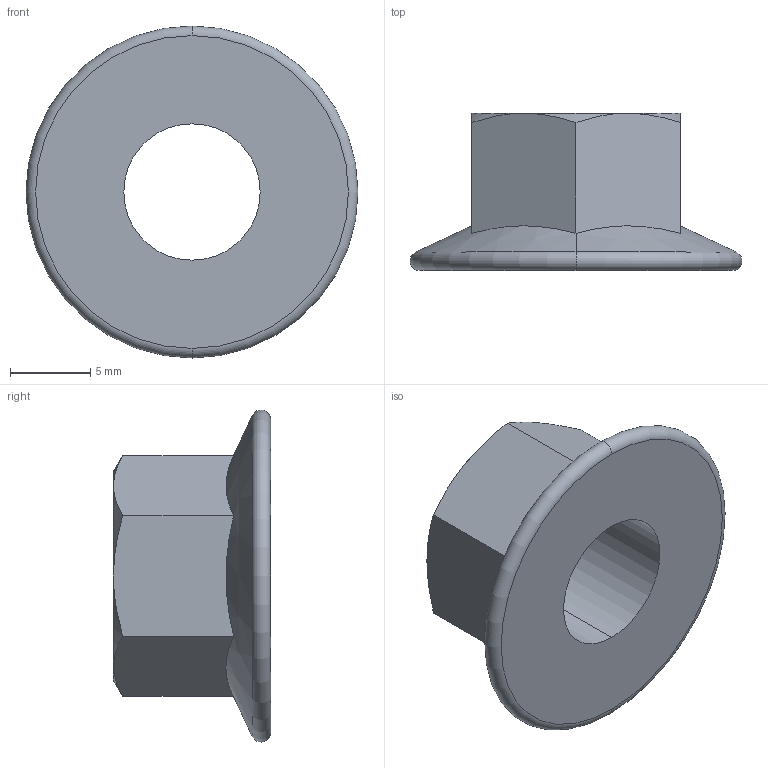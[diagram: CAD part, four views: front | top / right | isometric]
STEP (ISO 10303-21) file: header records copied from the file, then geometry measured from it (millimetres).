
FILE_DESCRIPTION (( 'STEP AP203' ), '1' );
FILE_NAME ('Laippamutteri DIN6923 M10.STEP', '2013-06-06T11:00:38', ( 'asennus' ), ( '' ), 'SwSTEP 2.0', 'SolidWorks 2013', '' );
FILE_SCHEMA (( 'CONFIG_CONTROL_DESIGN' ));
Length unit declared in the file: millimetre
Products named in the file (1): Laippamutteri DIN6923  M10
Bounding box: 20.7 x 9.8 x 20.7 mm (x, y, z)
Volume: 1201 mm3; surface area: 1198.7 mm2
Topology: 1 solids, 1 shells, 20 faces, 44 edges, 26 vertices
Faces by surface type: cone 8, plane 8, cylinder 2, torus 2
Entity records: 715 total; most frequent: CARTESIAN_POINT 217, ORIENTED_EDGE 88, DIRECTION 84, EDGE_CURVE 44, AXIS2_PLACEMENT_3D 37, VERTEX_POINT 26, EDGE_LOOP 22, FACE_OUTER_BOUND 20
